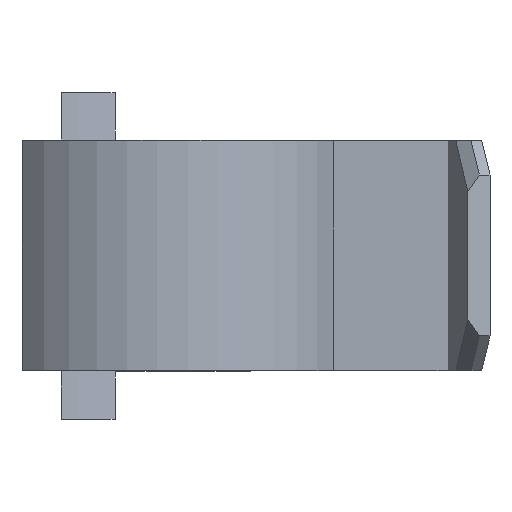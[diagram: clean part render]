
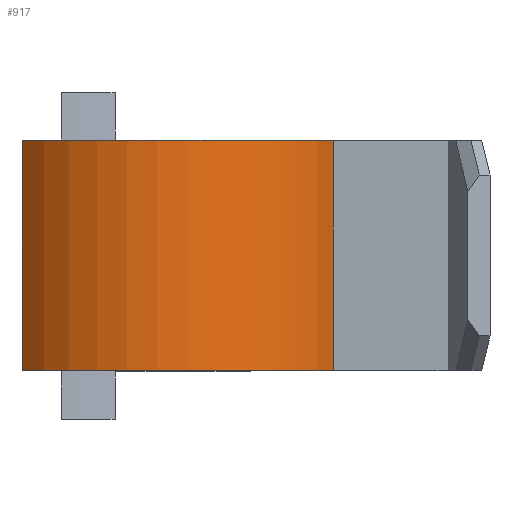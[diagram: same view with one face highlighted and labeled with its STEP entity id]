
A CAD part, top view. The second image highlights one B-rep face of the part: STEP entity #917.
In plain terms, the highlighted cylindrical face has radius 16.5 mm (diameter 33 mm), a partial arc.
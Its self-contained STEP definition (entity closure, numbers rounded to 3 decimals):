
#20 = VECTOR ( 'NONE', #378, 1000. ) ;
#63 = CARTESIAN_POINT ( 'NONE',  ( -12.37, -10., 10.919 ) ) ;
#87 = ORIENTED_EDGE ( 'NONE', *, *, #1331, .F. ) ;
#309 = DIRECTION ( 'NONE',  ( 1., 0., 0. ) ) ;
#378 = DIRECTION ( 'NONE',  ( 0., 1., 0. ) ) ;
#458 = VERTEX_POINT ( 'NONE', #63 ) ;
#484 = AXIS2_PLACEMENT_3D ( 'NONE', #1247, #1391, #1570 ) ;
#497 = EDGE_CURVE ( 'NONE', #1001, #458, #1660, .T. ) ;
#529 = CARTESIAN_POINT ( 'NONE',  ( 14.697, -10., 7.5 ) ) ;
#584 = DIRECTION ( 'NONE',  ( 0., 1., 0. ) ) ;
#637 = ORIENTED_EDGE ( 'NONE', *, *, #497, .F. ) ;
#645 = EDGE_LOOP ( 'NONE', ( #637, #1579, #87, #1618 ) ) ;
#717 = EDGE_CURVE ( 'NONE', #1001, #1015, #877, .T. ) ;
#762 = FACE_OUTER_BOUND ( 'NONE', #645, .T. ) ;
#877 = LINE ( 'NONE', #529, #20 ) ;
#896 = CARTESIAN_POINT ( 'NONE',  ( 14.697, 10., 7.5 ) ) ;
#917 = ADVANCED_FACE ( 'NONE', ( #762 ), #2182, .T. ) ;
#954 = DIRECTION ( 'NONE',  ( -0.75, 0., 0.662 ) ) ;
#983 = DIRECTION ( 'NONE',  ( 0., 1., 0. ) ) ;
#1001 = VERTEX_POINT ( 'NONE', #1418 ) ;
#1015 = VERTEX_POINT ( 'NONE', #896 ) ;
#1037 = EDGE_CURVE ( 'NONE', #458, #1895, #1429, .T. ) ;
#1127 = CARTESIAN_POINT ( 'NONE',  ( 0., 10., 0. ) ) ;
#1247 = CARTESIAN_POINT ( 'NONE',  ( 0., -10., 0. ) ) ;
#1331 = EDGE_CURVE ( 'NONE', #1895, #1015, #1693, .T. ) ;
#1344 = CARTESIAN_POINT ( 'NONE',  ( 0., -10., 0. ) ) ;
#1391 = DIRECTION ( 'NONE',  ( 0., -1., 0. ) ) ;
#1418 = CARTESIAN_POINT ( 'NONE',  ( 14.697, -10., 7.5 ) ) ;
#1429 = LINE ( 'NONE', #1616, #2183 ) ;
#1520 = CARTESIAN_POINT ( 'NONE',  ( -12.37, 10., 10.919 ) ) ;
#1570 = DIRECTION ( 'NONE',  ( 0.891, 0., 0.455 ) ) ;
#1579 = ORIENTED_EDGE ( 'NONE', *, *, #717, .T. ) ;
#1616 = CARTESIAN_POINT ( 'NONE',  ( -12.37, -10., 10.919 ) ) ;
#1618 = ORIENTED_EDGE ( 'NONE', *, *, #1037, .F. ) ;
#1659 = AXIS2_PLACEMENT_3D ( 'NONE', #1127, #1818, #954 ) ;
#1660 = CIRCLE ( 'NONE', #484, 16.5 ) ;
#1693 = CIRCLE ( 'NONE', #1659, 16.5 ) ;
#1818 = DIRECTION ( 'NONE',  ( 0., 1., 0. ) ) ;
#1895 = VERTEX_POINT ( 'NONE', #1520 ) ;
#1951 = AXIS2_PLACEMENT_3D ( 'NONE', #1344, #983, #309 ) ;
#2182 = CYLINDRICAL_SURFACE ( 'NONE', #1951, 16.5 ) ;
#2183 = VECTOR ( 'NONE', #584, 1000. ) ;
